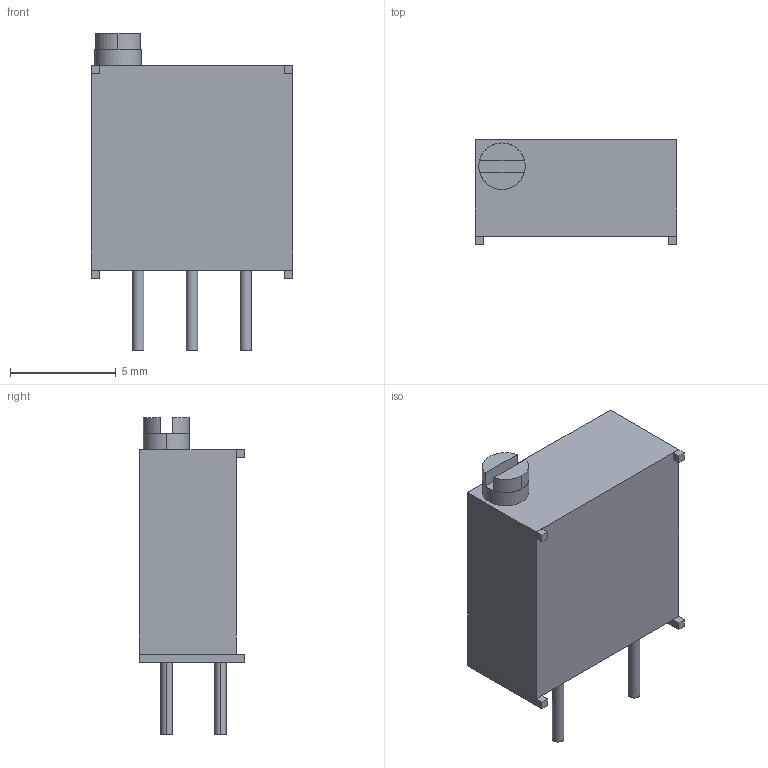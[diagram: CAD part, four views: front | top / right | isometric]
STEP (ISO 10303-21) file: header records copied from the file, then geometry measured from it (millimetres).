
FILE_DESCRIPTION((''),'2;1');
FILE_NAME('TRIM_BOURNS_3296Y.stp','2008-10-20T15:14:52',(''),(''),'Mechanical Desktop 2006','Mechanical Desktop 2006',', , ');
FILE_SCHEMA(('AUTOMOTIVE_DESIGN { 1 2 10303 214 0 1 1 1 }'));
Length unit declared in the file: millimetre
Products named in the file (1): DRAWING1
Bounding box: 9.53 x 4.96 x 14.97 mm (x, y, z)
Volume: 430.2 mm3; surface area: 423.2 mm2
Topology: 11 solids, 11 shells, 56 faces, 102 edges, 68 vertices
Faces by surface type: plane 44, cylinder 12
Entity records: 1412 total; most frequent: DIRECTION 240, CARTESIAN_POINT 227, ORIENTED_EDGE 204, EDGE_CURVE 102, AXIS2_PLACEMENT_3D 81, VECTOR 78, LINE 78, VERTEX_POINT 68
